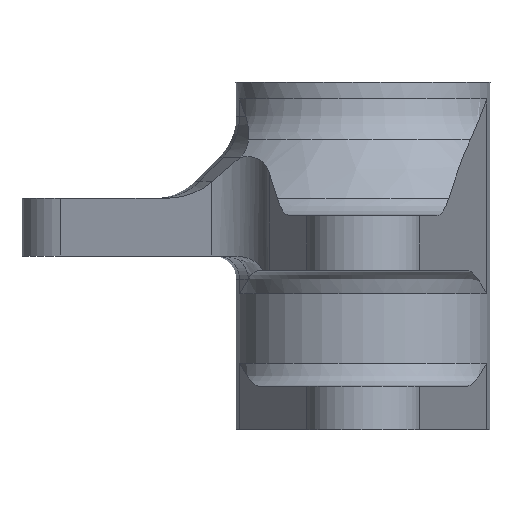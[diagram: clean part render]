
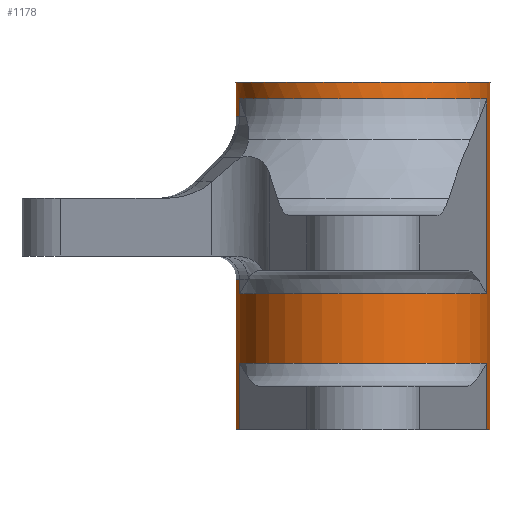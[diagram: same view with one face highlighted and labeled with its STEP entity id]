
A CAD part, left-side view. The second image highlights one B-rep face of the part: STEP entity #1178.
In plain terms, the highlighted cylindrical face has radius 11 mm (diameter 22 mm), a full revolution.
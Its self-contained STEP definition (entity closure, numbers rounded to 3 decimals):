
#115=CIRCLE('',#1280,11.);
#116=CIRCLE('',#1281,11.);
#117=CIRCLE('',#1282,11.);
#118=CIRCLE('',#1283,11.);
#119=CIRCLE('',#1284,11.);
#120=CIRCLE('',#1285,11.);
#121=CIRCLE('',#1286,11.);
#122=CIRCLE('',#1287,11.);
#123=CIRCLE('',#1288,11.);
#124=CIRCLE('',#1289,11.);
#125=CIRCLE('',#1290,11.);
#217=ORIENTED_EDGE('',*,*,#555,.T.);
#218=ORIENTED_EDGE('',*,*,#556,.T.);
#219=ORIENTED_EDGE('',*,*,#557,.F.);
#220=ORIENTED_EDGE('',*,*,#558,.F.);
#221=ORIENTED_EDGE('',*,*,#559,.T.);
#222=ORIENTED_EDGE('',*,*,#560,.T.);
#223=ORIENTED_EDGE('',*,*,#561,.F.);
#224=ORIENTED_EDGE('',*,*,#562,.F.);
#225=ORIENTED_EDGE('',*,*,#563,.T.);
#226=ORIENTED_EDGE('',*,*,#539,.F.);
#227=ORIENTED_EDGE('',*,*,#564,.T.);
#228=ORIENTED_EDGE('',*,*,#534,.T.);
#229=ORIENTED_EDGE('',*,*,#565,.T.);
#230=ORIENTED_EDGE('',*,*,#566,.F.);
#231=ORIENTED_EDGE('',*,*,#567,.T.);
#232=ORIENTED_EDGE('',*,*,#568,.T.);
#233=ORIENTED_EDGE('',*,*,#569,.T.);
#234=ORIENTED_EDGE('',*,*,#540,.F.);
#235=ORIENTED_EDGE('',*,*,#570,.T.);
#236=ORIENTED_EDGE('',*,*,#571,.T.);
#237=ORIENTED_EDGE('',*,*,#572,.T.);
#534=EDGE_CURVE('',#705,#706,#820,.T.);
#539=EDGE_CURVE('',#710,#708,#823,.T.);
#540=EDGE_CURVE('',#711,#712,#824,.T.);
#555=EDGE_CURVE('',#726,#727,#115,.F.);
#556=EDGE_CURVE('',#727,#728,#834,.T.);
#557=EDGE_CURVE('',#729,#728,#116,.T.);
#558=EDGE_CURVE('',#730,#729,#835,.T.);
#559=EDGE_CURVE('',#730,#731,#117,.T.);
#560=EDGE_CURVE('',#731,#732,#836,.T.);
#561=EDGE_CURVE('',#733,#732,#118,.T.);
#562=EDGE_CURVE('',#726,#733,#837,.T.);
#563=EDGE_CURVE('',#734,#734,#119,.T.);
#564=EDGE_CURVE('',#710,#705,#120,.F.);
#565=EDGE_CURVE('',#706,#735,#121,.F.);
#566=EDGE_CURVE('',#736,#735,#838,.T.);
#567=EDGE_CURVE('',#736,#737,#122,.T.);
#568=EDGE_CURVE('',#737,#738,#839,.T.);
#569=EDGE_CURVE('',#738,#712,#123,.T.);
#570=EDGE_CURVE('',#711,#739,#124,.T.);
#571=EDGE_CURVE('',#739,#740,#840,.T.);
#572=EDGE_CURVE('',#740,#708,#125,.F.);
#705=VERTEX_POINT('',#1785);
#706=VERTEX_POINT('',#1786);
#708=VERTEX_POINT('',#1798);
#710=VERTEX_POINT('',#1801);
#711=VERTEX_POINT('',#1805);
#712=VERTEX_POINT('',#1806);
#726=VERTEX_POINT('',#1853);
#727=VERTEX_POINT('',#1854);
#728=VERTEX_POINT('',#1856);
#729=VERTEX_POINT('',#1858);
#730=VERTEX_POINT('',#1860);
#731=VERTEX_POINT('',#1862);
#732=VERTEX_POINT('',#1864);
#733=VERTEX_POINT('',#1866);
#734=VERTEX_POINT('',#1869);
#735=VERTEX_POINT('',#1872);
#736=VERTEX_POINT('',#1874);
#737=VERTEX_POINT('',#1876);
#738=VERTEX_POINT('',#1878);
#739=VERTEX_POINT('',#1881);
#740=VERTEX_POINT('',#1883);
#820=LINE('',#1784,#880);
#823=LINE('',#1802,#883);
#824=LINE('',#1804,#884);
#834=LINE('',#1855,#894);
#835=LINE('',#1859,#895);
#836=LINE('',#1863,#896);
#837=LINE('',#1867,#897);
#838=LINE('',#1873,#898);
#839=LINE('',#1877,#899);
#840=LINE('',#1882,#900);
#880=VECTOR('',#1437,1000.);
#883=VECTOR('',#1442,1000.);
#884=VECTOR('',#1445,1000.);
#894=VECTOR('',#1463,1000.);
#895=VECTOR('',#1466,1000.);
#896=VECTOR('',#1469,1000.);
#897=VECTOR('',#1472,1000.);
#898=VECTOR('',#1479,1000.);
#899=VECTOR('',#1482,1000.);
#900=VECTOR('',#1487,1000.);
#951=EDGE_LOOP('',(#217,#218,#219,#220,#221,#222,#223,#224));
#952=EDGE_LOOP('',(#225));
#953=EDGE_LOOP('',(#226,#227,#228,#229,#230,#231,#232,#233,#234,#235,#236,
#237));
#1053=FACE_BOUND('',#951,.T.);
#1054=FACE_BOUND('',#952,.T.);
#1055=FACE_BOUND('',#953,.T.);
#1145=CYLINDRICAL_SURFACE('',#1279,11.);
#1178=ADVANCED_FACE('',(#1053,#1054,#1055),#1145,.T.);
#1279=AXIS2_PLACEMENT_3D('',#1851,#1459,#1460);
#1280=AXIS2_PLACEMENT_3D('',#1852,#1461,#1462);
#1281=AXIS2_PLACEMENT_3D('',#1857,#1464,#1465);
#1282=AXIS2_PLACEMENT_3D('',#1861,#1467,#1468);
#1283=AXIS2_PLACEMENT_3D('',#1865,#1470,#1471);
#1284=AXIS2_PLACEMENT_3D('',#1868,#1473,#1474);
#1285=AXIS2_PLACEMENT_3D('',#1870,#1475,#1476);
#1286=AXIS2_PLACEMENT_3D('',#1871,#1477,#1478);
#1287=AXIS2_PLACEMENT_3D('',#1875,#1480,#1481);
#1288=AXIS2_PLACEMENT_3D('',#1879,#1483,#1484);
#1289=AXIS2_PLACEMENT_3D('',#1880,#1485,#1486);
#1290=AXIS2_PLACEMENT_3D('',#1884,#1488,#1489);
#1437=DIRECTION('',(0.,0.,-1.));
#1442=DIRECTION('',(0.,0.,-1.));
#1445=DIRECTION('',(0.,0.,-1.));
#1459=DIRECTION('',(0.,0.,-1.));
#1460=DIRECTION('',(-1.,0.,0.));
#1461=DIRECTION('',(0.,0.,-1.));
#1462=DIRECTION('',(-1.,0.,0.));
#1463=DIRECTION('',(0.,0.,-1.));
#1464=DIRECTION('',(0.,0.,-1.));
#1465=DIRECTION('',(1.,0.,0.));
#1466=DIRECTION('',(0.,0.,-1.));
#1467=DIRECTION('',(0.,0.,1.));
#1468=DIRECTION('',(1.,0.,0.));
#1469=DIRECTION('',(0.,0.,-1.));
#1470=DIRECTION('',(0.,0.,-1.));
#1471=DIRECTION('',(1.,0.,0.));
#1472=DIRECTION('',(0.,0.,-1.));
#1473=DIRECTION('',(0.,0.,-1.));
#1474=DIRECTION('',(1.,0.,0.));
#1475=DIRECTION('',(0.,0.,1.));
#1476=DIRECTION('',(1.,0.,0.));
#1477=DIRECTION('',(0.,0.,1.));
#1478=DIRECTION('',(1.,0.,0.));
#1479=DIRECTION('',(0.,0.,-1.));
#1480=DIRECTION('',(0.,0.,1.));
#1481=DIRECTION('',(1.,0.,0.));
#1482=DIRECTION('',(0.,0.,-1.));
#1483=DIRECTION('',(0.,0.,1.));
#1484=DIRECTION('',(1.,0.,0.));
#1485=DIRECTION('',(0.,0.,1.));
#1486=DIRECTION('',(1.,0.,0.));
#1487=DIRECTION('',(0.,0.,-1.));
#1488=DIRECTION('',(0.,0.,1.));
#1489=DIRECTION('',(1.,0.,0.));
#1784=CARTESIAN_POINT('',(2.64,10.679,18.5));
#1785=CARTESIAN_POINT('',(2.64,10.679,13.));
#1786=CARTESIAN_POINT('',(2.64,10.679,12.75));
#1798=CARTESIAN_POINT('',(-2.64,10.679,11.75));
#1801=CARTESIAN_POINT('',(-2.64,10.679,13.));
#1802=CARTESIAN_POINT('',(-2.64,10.679,18.5));
#1804=CARTESIAN_POINT('',(-2.64,10.679,18.5));
#1805=CARTESIAN_POINT('',(-2.64,10.679,28.571));
#1806=CARTESIAN_POINT('',(-2.64,10.679,27.071));
#1851=CARTESIAN_POINT('',(0.,0.,30.));
#1852=CARTESIAN_POINT('',(0.,0.,5.75));
#1853=CARTESIAN_POINT('',(-2.64,10.679,5.75));
#1854=CARTESIAN_POINT('',(-2.64,-10.679,5.75));
#1855=CARTESIAN_POINT('',(-2.64,-10.679,18.5));
#1856=CARTESIAN_POINT('',(-2.64,-10.679,0.));
#1857=CARTESIAN_POINT('',(0.,0.,0.));
#1858=CARTESIAN_POINT('',(2.64,-10.679,0.));
#1859=CARTESIAN_POINT('',(2.64,-10.679,18.5));
#1860=CARTESIAN_POINT('',(2.64,-10.679,6.75));
#1861=CARTESIAN_POINT('',(0.,0.,6.75));
#1862=CARTESIAN_POINT('',(2.64,10.679,6.75));
#1863=CARTESIAN_POINT('',(2.64,10.679,18.5));
#1864=CARTESIAN_POINT('',(2.64,10.679,0.));
#1865=CARTESIAN_POINT('',(0.,0.,0.));
#1866=CARTESIAN_POINT('',(-2.64,10.679,0.));
#1867=CARTESIAN_POINT('',(-2.64,10.679,18.5));
#1868=CARTESIAN_POINT('',(0.,0.,30.));
#1869=CARTESIAN_POINT('',(11.,0.,30.));
#1870=CARTESIAN_POINT('',(0.,0.,13.));
#1871=CARTESIAN_POINT('',(0.,0.,12.75));
#1872=CARTESIAN_POINT('',(2.64,-10.679,12.75));
#1873=CARTESIAN_POINT('',(2.64,-10.679,18.5));
#1874=CARTESIAN_POINT('',(2.64,-10.679,28.571));
#1875=CARTESIAN_POINT('',(0.,0.,28.571));
#1876=CARTESIAN_POINT('',(2.64,10.679,28.571));
#1877=CARTESIAN_POINT('',(2.64,10.679,18.5));
#1878=CARTESIAN_POINT('',(2.64,10.679,27.071));
#1879=CARTESIAN_POINT('',(0.,0.,27.071));
#1880=CARTESIAN_POINT('',(0.,0.,28.571));
#1881=CARTESIAN_POINT('',(-2.64,-10.679,28.571));
#1882=CARTESIAN_POINT('',(-2.64,-10.679,18.5));
#1883=CARTESIAN_POINT('',(-2.64,-10.679,11.75));
#1884=CARTESIAN_POINT('',(0.,0.,11.75));
